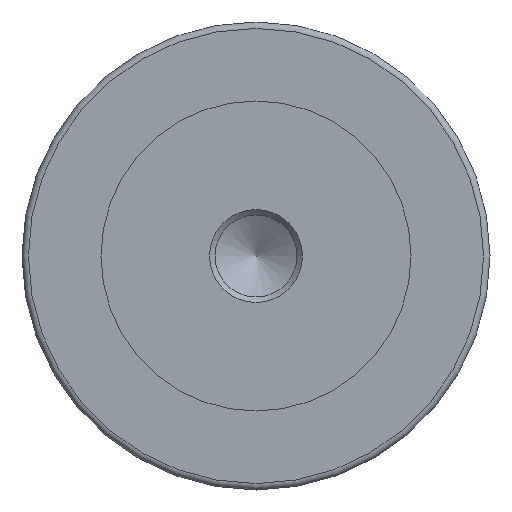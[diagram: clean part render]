
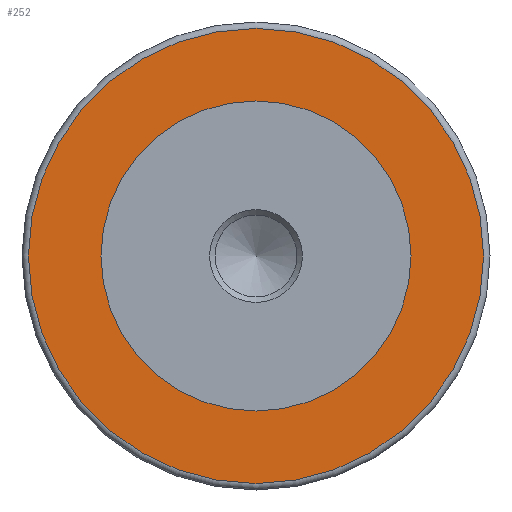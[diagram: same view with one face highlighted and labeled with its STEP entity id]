
A CAD part, left-side view. The second image highlights one B-rep face of the part: STEP entity #252.
In plain terms, the highlighted planar face has unit normal (-1, 0, 0).
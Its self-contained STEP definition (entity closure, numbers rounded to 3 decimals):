
#252 = ADVANCED_FACE( '', ( #460, #461 ), #462, .T. );
#460 = FACE_BOUND( '', #671, .T. );
#461 = FACE_OUTER_BOUND( '', #672, .T. );
#462 = PLANE( '', #673 );
#671 = EDGE_LOOP( '', ( #962 ) );
#672 = EDGE_LOOP( '', ( #963 ) );
#673 = AXIS2_PLACEMENT_3D( '', #964, #965, #966 );
#962 = ORIENTED_EDGE( '', *, *, #1216, .T. );
#963 = ORIENTED_EDGE( '', *, *, #1240, .F. );
#964 = CARTESIAN_POINT( '', ( 0., 38.9, 0. ) );
#965 = DIRECTION( '', ( -1., 0., 0. ) );
#966 = DIRECTION( '', ( 0., 0., 1. ) );
#1216 = EDGE_CURVE( '', #1393, #1393, #1394, .T. );
#1240 = EDGE_CURVE( '', #1430, #1430, #1431, .T. );
#1393 = VERTEX_POINT( '', #1614 );
#1394 = CIRCLE( '', #1615, 26.5 );
#1430 = VERTEX_POINT( '', #1658 );
#1431 = CIRCLE( '', #1659, 38.9 );
#1614 = CARTESIAN_POINT( '', ( 0., 0., -26.5 ) );
#1615 = AXIS2_PLACEMENT_3D( '', #1815, #1816, #1817 );
#1658 = CARTESIAN_POINT( '', ( 0., 0., -38.9 ) );
#1659 = AXIS2_PLACEMENT_3D( '', #1855, #1856, #1857 );
#1815 = CARTESIAN_POINT( '', ( 0., 0., 0. ) );
#1816 = DIRECTION( '', ( 1., 0., 0. ) );
#1817 = DIRECTION( '', ( 0., 0., -1. ) );
#1855 = CARTESIAN_POINT( '', ( 0., 0., 0. ) );
#1856 = DIRECTION( '', ( 1., 0., 0. ) );
#1857 = DIRECTION( '', ( 0., 0., -1. ) );
